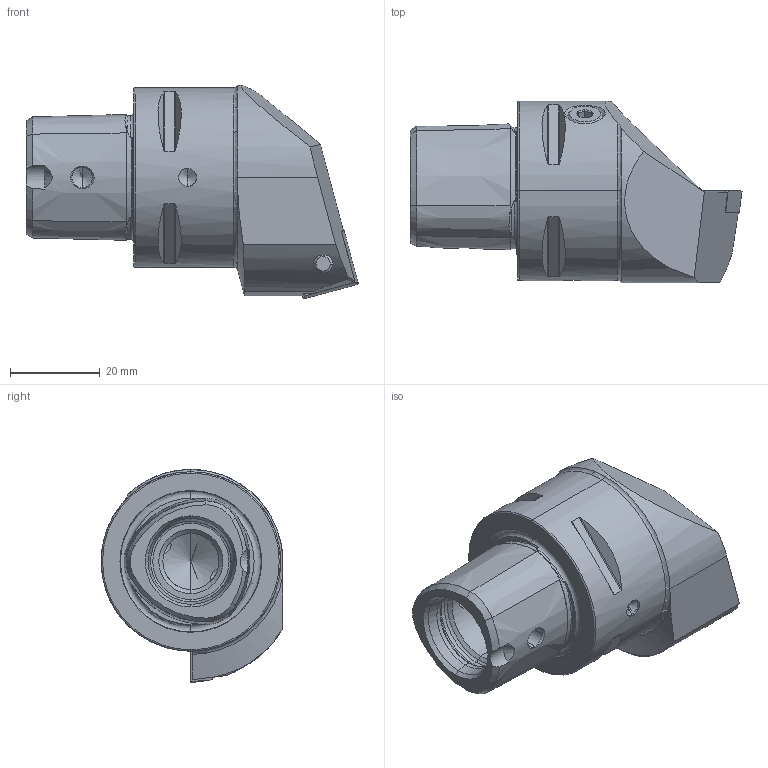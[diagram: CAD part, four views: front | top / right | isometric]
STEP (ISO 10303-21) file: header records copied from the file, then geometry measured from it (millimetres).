
FILE_DESCRIPTION (( 'STEP AP203' ), '1' );
FILE_NAME ('PS4.KSB.RBA.050-HP.STEP', '2024-08-22T13:33:41', ( '' ), ( '' ), 'SwSTEP 2.0', 'SolidWorks 2022', '' );
FILE_SCHEMA (( 'CONFIG_CONTROL_DESIGN' ));
Length unit declared in the file: millimetre
Products named in the file (10): WCC-ER2.001.010_A; CHP-ER1.008.011_A; DIN 7991 - M5x15; CHP-ER1.015.006_A; DIN 3771 - 13x1; CHP-ER1.015.006; SCMT120404; PS4-KSB.RBA.050-HP_A; PS4.KSB.RBA.050-HP; ISO 8752 2x8
Assembly tree (9 placements, depth 3):
  PS4.KSB.RBA.050-HP
    PS4-KSB.RBA.050-HP_A
    WCC-ER2.001.010_A
    SCMT120404
    CHP-ER1.015.006
      CHP-ER1.015.006_A
      DIN 3771 - 13x1
      DIN 7991 - M5x15
    ISO 8752 2x8
    CHP-ER1.008.011_A
Bounding box: 74 x 40.5 x 47.5 mm (x, y, z)
Volume: 49942.8 mm3; surface area: 15578.5 mm2
Topology: 8 solids, 8 shells, 383 faces, 926 edges, 544 vertices
Faces by surface type: cone 122, cylinder 99, plane 89, torus 61, bspline 12
Entity records: 13303 total; most frequent: CARTESIAN_POINT 3651, DIRECTION 1827, ORIENTED_EDGE 1796, EDGE_CURVE 898, AXIS2_PLACEMENT_3D 746, VERTEX_POINT 544, EDGE_LOOP 412, FACE_OUTER_BOUND 383
